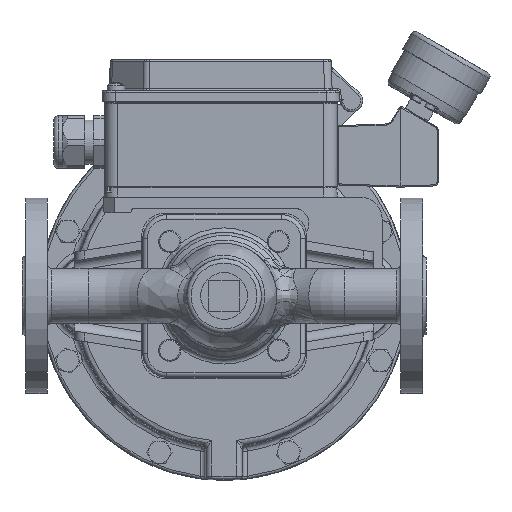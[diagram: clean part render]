
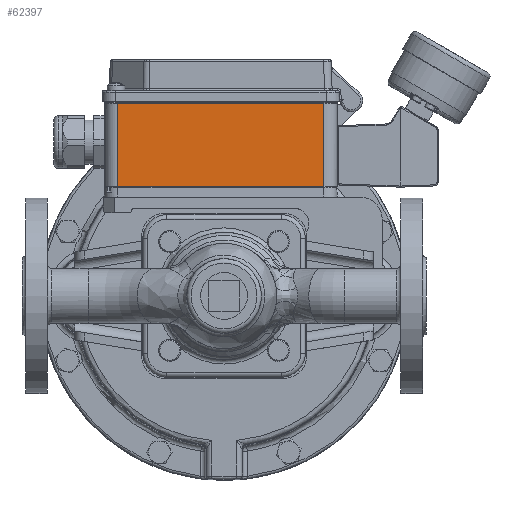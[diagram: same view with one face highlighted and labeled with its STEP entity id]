
A CAD part, front view. The second image highlights one B-rep face of the part: STEP entity #62397.
In plain terms, the highlighted planar face has unit normal (0, -1, -0.018).
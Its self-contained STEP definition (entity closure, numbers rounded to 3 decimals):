
#6045=PLANE('',#68152);
#10005=FACE_OUTER_BOUND('',#13775,.T.);
#13775=EDGE_LOOP('',(#52351,#52352,#52353,#52354));
#17706=LINE('',#127489,#21489);
#17713=LINE('',#127553,#21496);
#17714=LINE('',#127556,#21497);
#17715=LINE('',#127557,#21498);
#21489=VECTOR('',#82077,37.803);
#21496=VECTOR('',#82098,37.803);
#21497=VECTOR('',#82103,94.);
#21498=VECTOR('',#82104,94.);
#28470=VERTEX_POINT('',#127487);
#28471=VERTEX_POINT('',#127488);
#28480=VERTEX_POINT('',#127541);
#28481=VERTEX_POINT('',#127552);
#36776=EDGE_CURVE('',#28470,#28471,#17706,.T.);
#36790=EDGE_CURVE('',#28481,#28480,#17713,.T.);
#36792=EDGE_CURVE('',#28480,#28470,#17714,.T.);
#36793=EDGE_CURVE('',#28471,#28481,#17715,.T.);
#52351=ORIENTED_EDGE('',*,*,#36790,.T.);
#52352=ORIENTED_EDGE('',*,*,#36792,.T.);
#52353=ORIENTED_EDGE('',*,*,#36776,.T.);
#52354=ORIENTED_EDGE('',*,*,#36793,.T.);
#62397=ADVANCED_FACE('',(#10005),#6045,.T.);
#68152=AXIS2_PLACEMENT_3D('',#127555,#82101,#82102);
#82077=DIRECTION('',(0.,0.018,-1.));
#82098=DIRECTION('',(0.,-0.018,1.));
#82101=DIRECTION('center_axis',(0.,-1.,
-0.018));
#82102=DIRECTION('ref_axis',(0.,0.018,-1.));
#82103=DIRECTION('',(-1.,0.,0.));
#82104=DIRECTION('',(1.,0.,0.));
#127487=CARTESIAN_POINT('',(-41.751,124.394,87.846));
#127488=CARTESIAN_POINT('',(-41.751,125.088,50.05));
#127489=CARTESIAN_POINT('',(-41.751,125.088,50.05));
#127541=CARTESIAN_POINT('',(52.249,124.394,87.846));
#127552=CARTESIAN_POINT('',(52.249,125.088,50.05));
#127553=CARTESIAN_POINT('',(52.249,125.088,50.05));
#127555=CARTESIAN_POINT('Origin',(-47.751,125.088,50.05));
#127556=CARTESIAN_POINT('',(-41.751,124.394,87.846));
#127557=CARTESIAN_POINT('',(-47.751,125.088,50.05));
